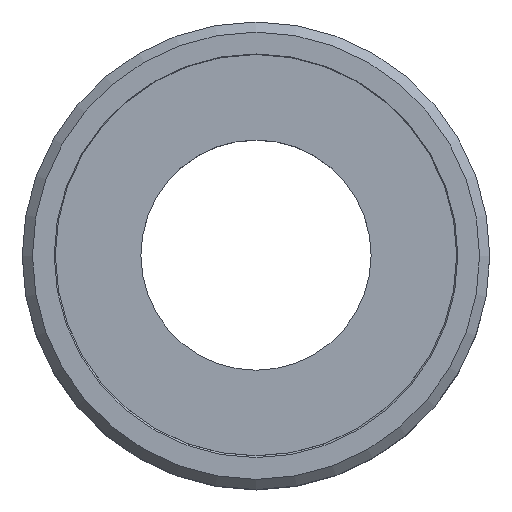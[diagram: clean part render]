
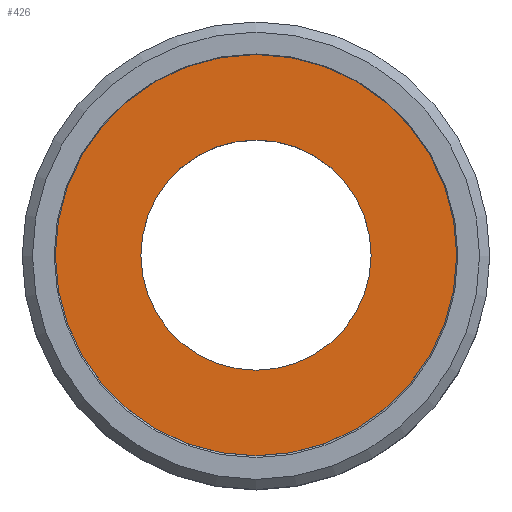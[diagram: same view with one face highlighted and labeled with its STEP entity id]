
A CAD part, top view. The second image highlights one B-rep face of the part: STEP entity #426.
In plain terms, the highlighted planar face has unit normal (0, 0, 1).
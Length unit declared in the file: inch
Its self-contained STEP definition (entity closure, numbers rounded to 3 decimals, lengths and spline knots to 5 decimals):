
#43=PLANE('',#511);
#71=FACE_BOUND('',#166,.T.);
#106=FACE_OUTER_BOUND('',#165,.T.);
#165=EDGE_LOOP('',(#340));
#166=EDGE_LOOP('',(#341));
#206=CIRCLE('',#498,0.3385);
#212=CIRCLE('',#510,0.59);
#241=VERTEX_POINT('',#730);
#247=VERTEX_POINT('',#748);
#276=EDGE_CURVE('',#241,#241,#206,.T.);
#282=EDGE_CURVE('',#247,#247,#212,.T.);
#340=ORIENTED_EDGE('',*,*,#282,.F.);
#341=ORIENTED_EDGE('',*,*,#276,.T.);
#426=ADVANCED_FACE('',(#106,#71),#43,.F.);
#498=AXIS2_PLACEMENT_3D('',#731,#607,#608);
#510=AXIS2_PLACEMENT_3D('',#749,#631,#632);
#511=AXIS2_PLACEMENT_3D('',#750,#633,#634);
#607=DIRECTION('center_axis',(0.,0.,-1.));
#608=DIRECTION('ref_axis',(-1.,0.,0.));
#631=DIRECTION('center_axis',(0.,0.,-1.));
#632=DIRECTION('ref_axis',(-1.,0.,0.));
#633=DIRECTION('center_axis',(0.,0.,-1.));
#634=DIRECTION('ref_axis',(-1.,0.,0.));
#730=CARTESIAN_POINT('',(0.3385,0.,0.));
#731=CARTESIAN_POINT('Origin',(0.,0.,0.));
#748=CARTESIAN_POINT('',(0.59,0.,0.));
#749=CARTESIAN_POINT('Origin',(0.,0.,0.));
#750=CARTESIAN_POINT('Origin',(0.,0.,0.));
